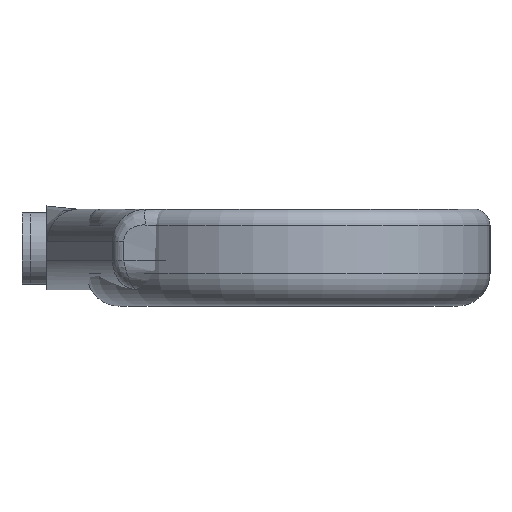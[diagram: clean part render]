
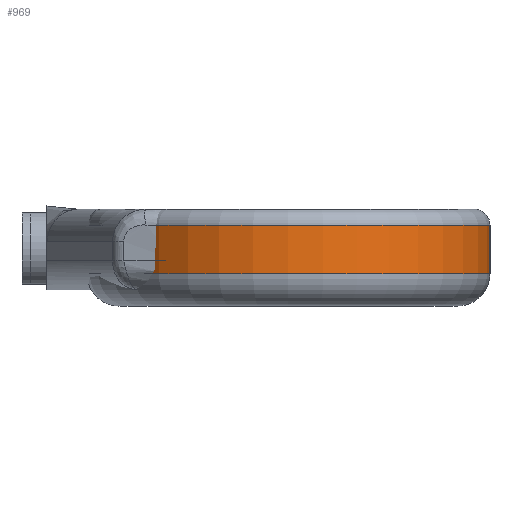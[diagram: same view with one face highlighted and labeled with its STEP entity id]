
A CAD part, left-side view. The second image highlights one B-rep face of the part: STEP entity #969.
In plain terms, the highlighted cylindrical face has radius 12.5 mm (diameter 25 mm), a full revolution.
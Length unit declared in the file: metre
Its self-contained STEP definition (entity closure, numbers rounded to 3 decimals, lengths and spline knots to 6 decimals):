
#138=CYLINDRICAL_SURFACE('',#1114,0.0125);
#199=ORIENTED_EDGE('',*,*,#441,.F.);
#200=ORIENTED_EDGE('',*,*,#440,.T.);
#440=EDGE_CURVE('',#569,#569,#665,.T.);
#441=EDGE_CURVE('',#570,#570,#666,.T.);
#569=VERTEX_POINT('',#1494);
#570=VERTEX_POINT('',#1497);
#665=CIRCLE('',#1111,0.0125);
#666=CIRCLE('',#1113,0.0125);
#736=EDGE_LOOP('',(#199));
#737=EDGE_LOOP('',(#200));
#853=FACE_BOUND('',#736,.T.);
#854=FACE_BOUND('',#737,.T.);
#969=ADVANCED_FACE('',(#853,#854),#138,.T.);
#1111=AXIS2_PLACEMENT_3D('',#1493,#1253,#1254);
#1113=AXIS2_PLACEMENT_3D('',#1496,#1257,#1258);
#1114=AXIS2_PLACEMENT_3D('',#1498,#1259,#1260);
#1253=DIRECTION('',(0.,0.,1.));
#1254=DIRECTION('',(1.,0.,0.));
#1257=DIRECTION('',(0.,0.,1.));
#1258=DIRECTION('',(1.,0.,0.));
#1259=DIRECTION('',(0.,0.,1.));
#1260=DIRECTION('',(1.,0.,0.));
#1493=CARTESIAN_POINT('',(0.,0.,-0.001));
#1494=CARTESIAN_POINT('',(0.0125,0.,-0.001));
#1496=CARTESIAN_POINT('',(0.,0.,0.002));
#1497=CARTESIAN_POINT('',(0.0125,0.,0.002));
#1498=CARTESIAN_POINT('',(0.,0.,-0.003));
